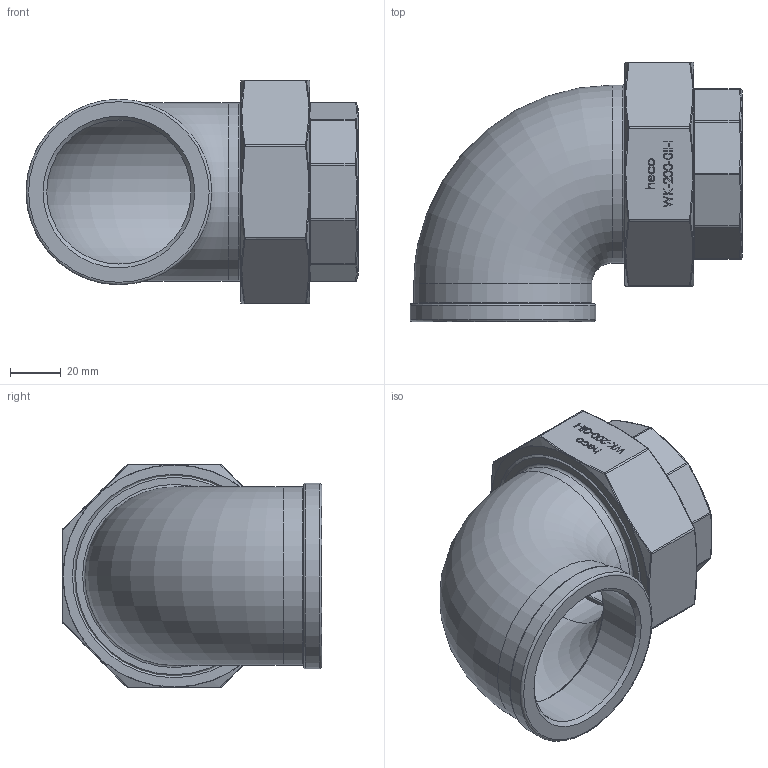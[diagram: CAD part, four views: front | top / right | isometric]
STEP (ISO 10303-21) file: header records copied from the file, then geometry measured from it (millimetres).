
FILE_DESCRIPTION (( 'STEP AP214' ), '1' );
FILE_NAME ('WK-200-0II-I Winkelverschraubung konisch 2202.STEP', '2022-02-18T11:28:46', ( '' ), ( '' ), 'SwSTEP 2.0', 'SolidWorks 2019', '' );
FILE_SCHEMA (( 'AUTOMOTIVE_DESIGN' ));
Length unit declared in the file: millimetre
Products named in the file (1): WK-200-0II-I Winkelverschraubung konisch 2202
Bounding box: 130.5 x 102 x 88 mm (x, y, z)
Volume: 207792.5 mm3; surface area: 82765.3 mm2
Topology: 3 solids, 3 shells, 328 faces, 784 edges, 491 vertices
Faces by surface type: bspline 122, plane 121, cylinder 40, torus 33, cone 12
Full cylindrical faces by diameter (mm): 56.65 x1, 56.654 x1, 61 x2, 70 x2, 72 x1, 73 x2, 77.5 x1, 77.84 x1, 80 x1
Entity records: 18509 total; most frequent: CARTESIAN_POINT 8318, ORIENTED_EDGE 1444, DIRECTION 1047, EDGE_CURVE 722, VERTEX_POINT 476, EDGE_LOOP 410, FACE_OUTER_BOUND 363, AXIS2_PLACEMENT_3D 361
